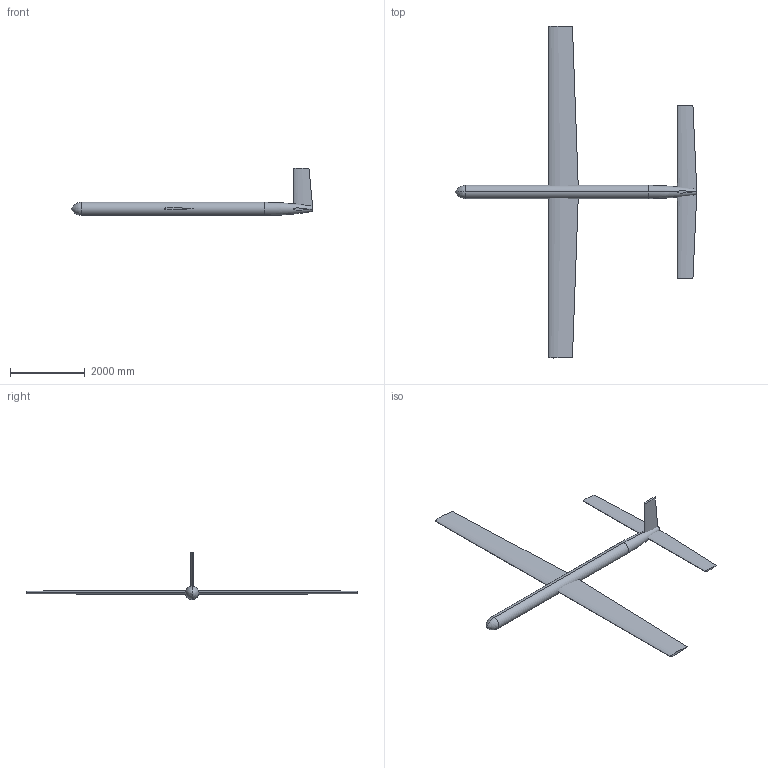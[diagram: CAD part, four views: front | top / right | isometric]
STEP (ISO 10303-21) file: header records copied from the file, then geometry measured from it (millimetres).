
FILE_DESCRIPTION (( 'STEP AP203' ), '1' );
FILE_NAME ('MRkiteAssemblyWithProp_FS.STEP', '2020-08-10T16:55:28', ( '' ), ( '' ), 'SwSTEP 2.0', 'SolidWorks 2020', '' );
FILE_SCHEMA (( 'CONFIG_CONTROL_DESIGN' ));
Length unit declared in the file: metre
Products named in the file (5): MRvStab_FS; MRhStab_FS; MRfuselageWithProp_FS; MRwing_FS; MRkiteAssemblyWithProp_FS
Assembly tree (4 placements, depth 2):
  MRkiteAssemblyWithProp_FS
    MRwing_FS
    MRhStab_FS
    MRvStab_FS
    MRfuselageWithProp_FS
Bounding box: 6470 x 8888.88 x 1261.14 mm (x, y, z)
Volume: 1096234070.5 mm3; surface area: 25614735.8 mm2
Topology: 4 solids, 4 shells, 23 faces, 46 edges, 29 vertices
Faces by surface type: bspline 10, plane 7, torus 4, cylinder 2
Entity records: 2816 total; most frequent: CARTESIAN_POINT 1890, ORIENTED_EDGE 88, DIRECTION 72, PERSON_AND_ORGANIZATION 44, EDGE_CURVE 44, CALENDAR_DATE 33, LOCAL_TIME 33, DATE_AND_TIME 33
